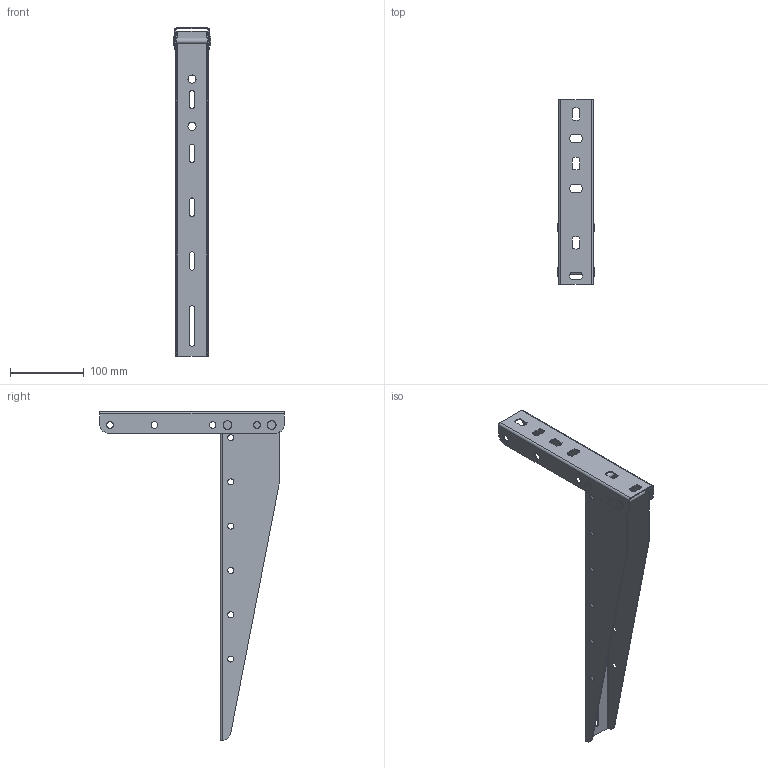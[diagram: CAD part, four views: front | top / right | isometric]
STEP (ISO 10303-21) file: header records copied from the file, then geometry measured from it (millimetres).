
FILE_DESCRIPTION (( 'STEP AP203' ), '1' );
FILE_NAME ('Êîíñîëü BBL-55_BBL5540.STEP', '2012-11-22T08:46:10', ( 'Àñååâ' ), ( '' ), 'SwSTEP 2.0', 'SolidWorks 2012', '' );
FILE_SCHEMA (( 'CONFIG_CONTROL_DESIGN' ));
Length unit declared in the file: millimetre
Products named in the file (1): Êîíñîëü BBL-55_BBL5540
Bounding box: 51 x 250 x 445 mm (x, y, z)
Volume: 132762.7 mm3; surface area: 171174.5 mm2
Topology: 1 solids, 2 shells, 170 faces, 429 edges, 271 vertices
Faces by surface type: plane 79, cylinder 79, torus 10, bspline 2
Full cylindrical faces by diameter (mm): 5.2 x2, 8 x16, 9 x10, 11 x2, 12 x4
Entity records: 5045 total; most frequent: DIRECTION 892, CARTESIAN_POINT 841, ORIENTED_EDGE 750, EDGE_CURVE 375, AXIS2_PLACEMENT_3D 352, EDGE_LOOP 294, VERTEX_POINT 261, FACE_OUTER_BOUND 214
